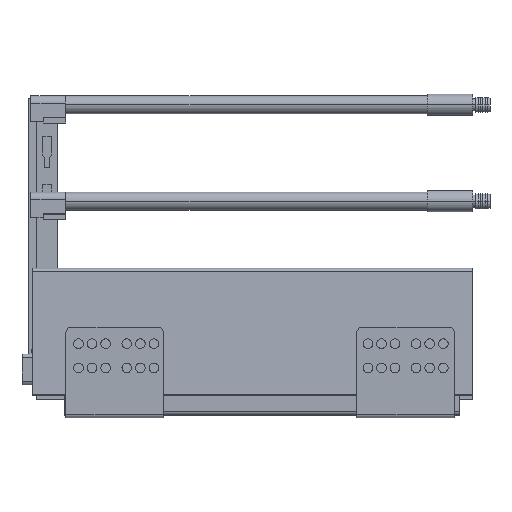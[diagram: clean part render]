
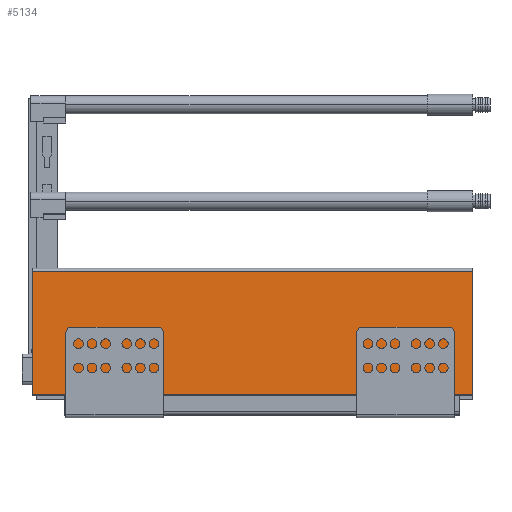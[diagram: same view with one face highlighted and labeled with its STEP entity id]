
A CAD part, top view. The second image highlights one B-rep face of the part: STEP entity #5134.
In plain terms, the highlighted planar face has unit normal (0, 0.052, 0.999).
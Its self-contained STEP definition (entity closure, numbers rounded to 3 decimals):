
#262 = DIRECTION ( 'NONE',  ( 1., 0., 0. ) ) ;
#349 = DIRECTION ( 'NONE',  ( 1., 0., 0. ) ) ;
#713 = VECTOR ( 'NONE', #262, 1000. ) ;
#935 = CARTESIAN_POINT ( 'NONE',  ( -292., 82.129, 62.296 ) ) ;
#1267 = VERTEX_POINT ( 'NONE', #8227 ) ;
#1315 = DIRECTION ( 'NONE',  ( 0., 0.999, -0.052 ) ) ;
#1655 = EDGE_CURVE ( 'NONE', #12620, #1267, #4111, .T. ) ;
#1847 = EDGE_LOOP ( 'NONE', ( #7962, #4533, #10213, #12617 ) ) ;
#2408 = CARTESIAN_POINT ( 'NONE',  ( -292., 0., 66.6 ) ) ;
#2448 = PLANE ( 'NONE',  #2594 ) ;
#2575 = CARTESIAN_POINT ( 'NONE',  ( -292., 0., 66.6 ) ) ;
#2594 = AXIS2_PLACEMENT_3D ( 'NONE', #2575, #9321, #12301 ) ;
#3262 = CARTESIAN_POINT ( 'NONE',  ( -292., 0., 66.6 ) ) ;
#3783 = EDGE_CURVE ( 'NONE', #4447, #1267, #4137, .T. ) ;
#3847 = VERTEX_POINT ( 'NONE', #6940 ) ;
#4048 = DIRECTION ( 'NONE',  ( 0., 0.999, -0.052 ) ) ;
#4111 = LINE ( 'NONE', #8008, #10830 ) ;
#4137 = LINE ( 'NONE', #10034, #713 ) ;
#4447 = VERTEX_POINT ( 'NONE', #935 ) ;
#4533 = ORIENTED_EDGE ( 'NONE', *, *, #3783, .F. ) ;
#5134 = ADVANCED_FACE ( 'NONE', ( #10418 ), #2448, .T. ) ;
#6173 = LINE ( 'NONE', #2408, #12457 ) ;
#6940 = CARTESIAN_POINT ( 'NONE',  ( -292., 0., 66.6 ) ) ;
#7276 = VECTOR ( 'NONE', #349, 1000. ) ;
#7962 = ORIENTED_EDGE ( 'NONE', *, *, #1655, .T. ) ;
#8008 = CARTESIAN_POINT ( 'NONE',  ( 0., 0., 66.6 ) ) ;
#8227 = CARTESIAN_POINT ( 'NONE',  ( 0., 82.129, 62.296 ) ) ;
#9321 = DIRECTION ( 'NONE',  ( 0., 0.052, 0.999 ) ) ;
#10034 = CARTESIAN_POINT ( 'NONE',  ( -292., 82.129, 62.296 ) ) ;
#10062 = LINE ( 'NONE', #3262, #7276 ) ;
#10213 = ORIENTED_EDGE ( 'NONE', *, *, #10360, .F. ) ;
#10332 = EDGE_CURVE ( 'NONE', #3847, #12620, #10062, .T. ) ;
#10360 = EDGE_CURVE ( 'NONE', #3847, #4447, #6173, .T. ) ;
#10418 = FACE_OUTER_BOUND ( 'NONE', #1847, .T. ) ;
#10618 = CARTESIAN_POINT ( 'NONE',  ( 0., 0., 66.6 ) ) ;
#10830 = VECTOR ( 'NONE', #4048, 1000. ) ;
#12301 = DIRECTION ( 'NONE',  ( 0., 0.999, -0.052 ) ) ;
#12457 = VECTOR ( 'NONE', #1315, 1000. ) ;
#12617 = ORIENTED_EDGE ( 'NONE', *, *, #10332, .T. ) ;
#12620 = VERTEX_POINT ( 'NONE', #10618 ) ;
